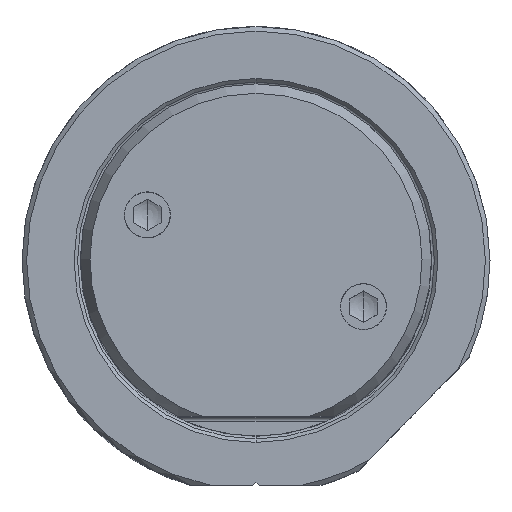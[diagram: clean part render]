
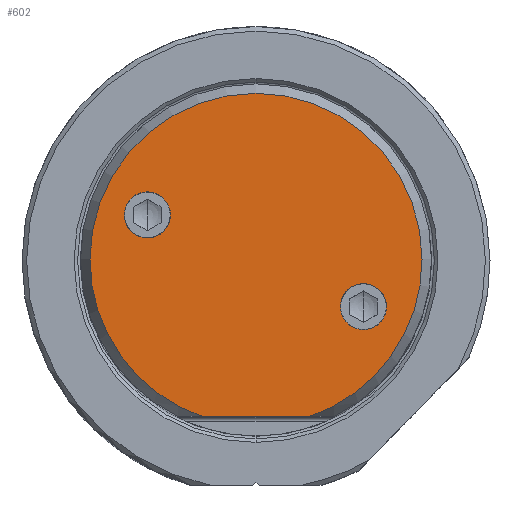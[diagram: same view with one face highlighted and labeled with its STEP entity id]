
A CAD part, top view. The second image highlights one B-rep face of the part: STEP entity #602.
In plain terms, the highlighted planar face has unit normal (0, 0, 1).
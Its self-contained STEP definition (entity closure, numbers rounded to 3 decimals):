
#178=PLANE('',#5729);
#602=ADVANCED_FACE('',(#926,#927,#928),#178,.T.);
#926=FACE_BOUND('',#1031,.T.);
#927=FACE_BOUND('',#1032,.T.);
#928=FACE_BOUND('',#1033,.T.);
#1031=EDGE_LOOP('',(#2762,#2763,#2764,#2765));
#1032=EDGE_LOOP('',(#2766,#2767,#2768,#2769,#2770));
#1033=EDGE_LOOP('',(#2771,#2772,#2773,#2774,#2775));
#1347=CIRCLE('',#5717,18.022);
#1348=CIRCLE('',#5718,18.022);
#1349=CIRCLE('',#5719,18.022);
#1350=CIRCLE('',#5721,2.5);
#1351=CIRCLE('',#5723,2.5);
#1352=CIRCLE('',#5724,2.5);
#1353=CIRCLE('',#5726,2.5);
#1354=CIRCLE('',#5727,2.5);
#1355=CIRCLE('',#5728,2.5);
#1586=ELLIPSE('',#5722,2.005,2.);
#1587=ELLIPSE('',#5725,2.005,2.);
#1683=LINE('',#12088,#1989);
#1989=VECTOR('',#6668,1.);
#2762=ORIENTED_EDGE('',*,*,#4723,.T.);
#2763=ORIENTED_EDGE('',*,*,#4722,.T.);
#2764=ORIENTED_EDGE('',*,*,#4719,.T.);
#2765=ORIENTED_EDGE('',*,*,#4724,.T.);
#2766=ORIENTED_EDGE('',*,*,#4725,.T.);
#2767=ORIENTED_EDGE('',*,*,#4726,.F.);
#2768=ORIENTED_EDGE('',*,*,#4727,.T.);
#2769=ORIENTED_EDGE('',*,*,#4728,.T.);
#2770=ORIENTED_EDGE('',*,*,#4729,.T.);
#2771=ORIENTED_EDGE('',*,*,#4730,.T.);
#2772=ORIENTED_EDGE('',*,*,#4731,.F.);
#2773=ORIENTED_EDGE('',*,*,#4732,.T.);
#2774=ORIENTED_EDGE('',*,*,#4733,.T.);
#2775=ORIENTED_EDGE('',*,*,#4734,.T.);
#4087=VERTEX_POINT('',#12089);
#4088=VERTEX_POINT('',#12090);
#4089=VERTEX_POINT('',#12101);
#4090=VERTEX_POINT('',#12103);
#4091=VERTEX_POINT('',#12107);
#4092=VERTEX_POINT('',#12108);
#4093=VERTEX_POINT('',#12110);
#4094=VERTEX_POINT('',#12115);
#4095=VERTEX_POINT('',#12117);
#4096=VERTEX_POINT('',#12120);
#4097=VERTEX_POINT('',#12121);
#4098=VERTEX_POINT('',#12126);
#4099=VERTEX_POINT('',#12128);
#4100=VERTEX_POINT('',#12130);
#4719=EDGE_CURVE('',#4087,#4088,#1683,.T.);
#4722=EDGE_CURVE('',#4089,#4087,#1347,.T.);
#4723=EDGE_CURVE('',#4090,#4089,#1348,.T.);
#4724=EDGE_CURVE('',#4088,#4090,#1349,.T.);
#4725=EDGE_CURVE('',#4091,#4092,#1350,.T.);
#4726=EDGE_CURVE('',#4093,#4092,#1586,.T.);
#4727=EDGE_CURVE('',#4093,#4094,#5327,.T.);
#4728=EDGE_CURVE('',#4094,#4095,#1351,.T.);
#4729=EDGE_CURVE('',#4095,#4091,#1352,.T.);
#4730=EDGE_CURVE('',#4096,#4097,#1587,.T.);
#4731=EDGE_CURVE('',#4098,#4097,#5328,.T.);
#4732=EDGE_CURVE('',#4098,#4099,#1353,.T.);
#4733=EDGE_CURVE('',#4099,#4100,#1354,.T.);
#4734=EDGE_CURVE('',#4100,#4096,#1355,.T.);
#5327=B_SPLINE_CURVE_WITH_KNOTS('',3,(#12111,#12112,#12113,#12114),
 .UNSPECIFIED.,.F.,.F.,(4,4),(0.,1.),.UNSPECIFIED.);
#5328=B_SPLINE_CURVE_WITH_KNOTS('',3,(#12122,#12123,#12124,#12125),
 .UNSPECIFIED.,.F.,.F.,(4,4),(0.,1.),.UNSPECIFIED.);
#5717=AXIS2_PLACEMENT_3D('',#12100,#6671,#6672);
#5718=AXIS2_PLACEMENT_3D('',#12102,#6673,#6674);
#5719=AXIS2_PLACEMENT_3D('',#12104,#6675,#6676);
#5721=AXIS2_PLACEMENT_3D('',#12106,#6679,#6680);
#5722=AXIS2_PLACEMENT_3D('',#12109,#6681,#6682);
#5723=AXIS2_PLACEMENT_3D('',#12116,#6683,#6684);
#5724=AXIS2_PLACEMENT_3D('',#12118,#6685,#6686);
#5725=AXIS2_PLACEMENT_3D('',#12119,#6687,#6688);
#5726=AXIS2_PLACEMENT_3D('',#12127,#6689,#6690);
#5727=AXIS2_PLACEMENT_3D('',#12129,#6691,#6692);
#5728=AXIS2_PLACEMENT_3D('',#12131,#6693,#6694);
#5729=AXIS2_PLACEMENT_3D('',#12132,#6695,#6696);
#6668=DIRECTION('',(1.,0.,0.));
#6671=DIRECTION('',(0.,0.,1.));
#6672=DIRECTION('',(-1.,0.,0.));
#6673=DIRECTION('',(0.,0.,1.));
#6674=DIRECTION('',(1.,0.,0.));
#6675=DIRECTION('',(0.,0.,1.));
#6676=DIRECTION('',(0.324,-0.946,0.));
#6679=DIRECTION('',(0.,0.,-1.));
#6680=DIRECTION('',(1.,0.,0.));
#6681=DIRECTION('',(0.,0.,1.));
#6682=DIRECTION('',(0.914,0.406,0.));
#6683=DIRECTION('',(0.,0.,-1.));
#6684=DIRECTION('',(-0.903,-0.429,0.));
#6685=DIRECTION('',(0.,0.,-1.));
#6686=DIRECTION('',(-1.,0.,0.));
#6687=DIRECTION('',(0.,0.,-1.));
#6688=DIRECTION('',(-0.924,-0.382,0.));
#6689=DIRECTION('',(0.,0.,-1.));
#6690=DIRECTION('',(0.914,0.405,0.));
#6691=DIRECTION('',(0.,0.,-1.));
#6692=DIRECTION('',(1.,0.,0.));
#6693=DIRECTION('',(0.,0.,-1.));
#6694=DIRECTION('',(-1.,0.,0.));
#6695=DIRECTION('',(0.,0.,1.));
#6696=DIRECTION('',(1.,0.,0.));
#12088=CARTESIAN_POINT('',(-5.839,-17.05,69.85));
#12089=CARTESIAN_POINT('',(-5.839,-17.05,69.85));
#12090=CARTESIAN_POINT('',(5.839,-17.05,69.85));
#12100=CARTESIAN_POINT('',(0.,0.,69.85));
#12101=CARTESIAN_POINT('',(-18.022,0.,69.85));
#12102=CARTESIAN_POINT('',(0.,0.,69.85));
#12103=CARTESIAN_POINT('',(18.022,0.,69.85));
#12104=CARTESIAN_POINT('',(0.,0.,69.85));
#12106=CARTESIAN_POINT('',(-11.794,4.826,69.85));
#12107=CARTESIAN_POINT('',(-9.294,4.826,69.85));
#12108=CARTESIAN_POINT('',(-13.72,3.232,69.85));
#12109=CARTESIAN_POINT('',(-12.215,4.556,69.85));
#12110=CARTESIAN_POINT('',(-14.047,3.741,69.85));
#12111=CARTESIAN_POINT('',(-14.047,3.741,69.85));
#12112=CARTESIAN_POINT('',(-14.049,3.745,69.85));
#12113=CARTESIAN_POINT('',(-14.05,3.749,69.85));
#12114=CARTESIAN_POINT('',(-14.052,3.753,69.85));
#12115=CARTESIAN_POINT('',(-14.052,3.753,69.85));
#12116=CARTESIAN_POINT('',(-11.794,4.826,69.85));
#12117=CARTESIAN_POINT('',(-14.294,4.826,69.85));
#12118=CARTESIAN_POINT('',(-11.794,4.826,69.85));
#12119=CARTESIAN_POINT('',(12.091,-4.874,69.85));
#12120=CARTESIAN_POINT('',(13.631,-3.59,69.85));
#12121=CARTESIAN_POINT('',(13.944,-4.108,69.85));
#12122=CARTESIAN_POINT('',(13.949,-4.12,69.85));
#12123=CARTESIAN_POINT('',(13.947,-4.116,69.85));
#12124=CARTESIAN_POINT('',(13.946,-4.112,69.85));
#12125=CARTESIAN_POINT('',(13.944,-4.108,69.85));
#12126=CARTESIAN_POINT('',(13.949,-4.12,69.85));
#12127=CARTESIAN_POINT('',(11.664,-5.133,69.85));
#12128=CARTESIAN_POINT('',(14.164,-5.133,69.85));
#12129=CARTESIAN_POINT('',(11.664,-5.133,69.85));
#12130=CARTESIAN_POINT('',(9.164,-5.133,69.85));
#12131=CARTESIAN_POINT('',(11.664,-5.133,69.85));
#12132=CARTESIAN_POINT('',(0.,0.486,69.85));
